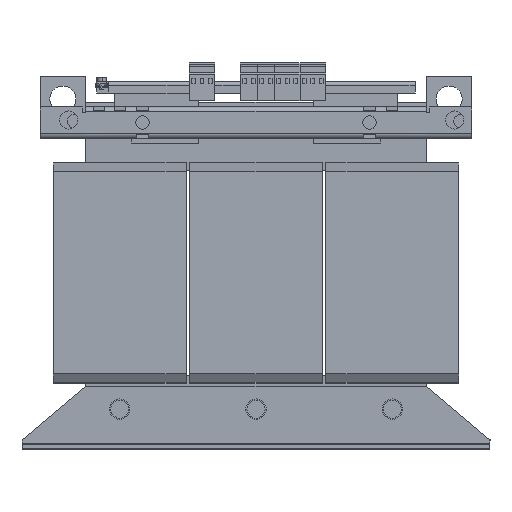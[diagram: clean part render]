
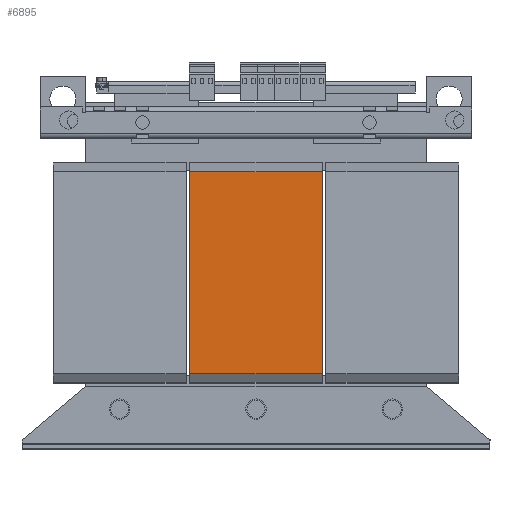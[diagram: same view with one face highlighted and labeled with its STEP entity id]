
A CAD part, top view. The second image highlights one B-rep face of the part: STEP entity #6895.
In plain terms, the highlighted planar face has unit normal (0, 0, 1).
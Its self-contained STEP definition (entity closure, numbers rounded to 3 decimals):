
#357 = EDGE_CURVE ( 'NONE', #15652, #10470, #5100, .T. ) ;
#455 = CARTESIAN_POINT ( 'NONE',  ( 58.5, -89., 66. ) ) ;
#468 = EDGE_LOOP ( 'NONE', ( #3560, #25247, #9608, #1799 ) ) ;
#502 = DIRECTION ( 'NONE',  ( 0., -1., 0. ) ) ;
#1270 = DIRECTION ( 'NONE',  ( -1., 0., 0. ) ) ;
#1799 = ORIENTED_EDGE ( 'NONE', *, *, #357, .T. ) ;
#3094 = LINE ( 'NONE', #13095, #12183 ) ;
#3222 = CARTESIAN_POINT ( 'NONE',  ( 58.5, 0., 66. ) ) ;
#3560 = ORIENTED_EDGE ( 'NONE', *, *, #23867, .T. ) ;
#3791 = DIRECTION ( 'NONE',  ( -1., 0., 0. ) ) ;
#5020 = VECTOR ( 'NONE', #13266, 1000. ) ;
#5100 = LINE ( 'NONE', #12888, #5020 ) ;
#6864 = PLANE ( 'NONE',  #19461 ) ;
#6895 = ADVANCED_FACE ( 'Defeature ausgef�hrt1_64', ( #18695 ), #6864, .F. ) ;
#7203 = VERTEX_POINT ( 'NONE', #455 ) ;
#9608 = ORIENTED_EDGE ( 'NONE', *, *, #20862, .F. ) ;
#10015 = CARTESIAN_POINT ( 'NONE',  ( -58.5, 0., 66. ) ) ;
#10470 = VERTEX_POINT ( 'NONE', #20379 ) ;
#10643 = DIRECTION ( 'NONE',  ( 0., -1., 0. ) ) ;
#11356 = CARTESIAN_POINT ( 'NONE',  ( -58.5, -89., 66. ) ) ;
#12183 = VECTOR ( 'NONE', #10643, 1000. ) ;
#12888 = CARTESIAN_POINT ( 'NONE',  ( 58.5, 89., 66. ) ) ;
#13095 = CARTESIAN_POINT ( 'NONE',  ( 58.5, 0., 66. ) ) ;
#13242 = VECTOR ( 'NONE', #3791, 1000. ) ;
#13266 = DIRECTION ( 'NONE',  ( -1., 0., 0. ) ) ;
#13652 = CARTESIAN_POINT ( 'NONE',  ( 58.5, -89., 66. ) ) ;
#15652 = VERTEX_POINT ( 'NONE', #22457 ) ;
#16271 = EDGE_CURVE ( 'NONE', #7203, #21792, #25484, .T. ) ;
#17814 = LINE ( 'NONE', #10015, #20979 ) ;
#18695 = FACE_OUTER_BOUND ( 'NONE', #468, .T. ) ;
#19461 = AXIS2_PLACEMENT_3D ( 'NONE', #3222, #25050, #1270 ) ;
#20379 = CARTESIAN_POINT ( 'NONE',  ( -58.5, 89., 66. ) ) ;
#20862 = EDGE_CURVE ( 'NONE', #15652, #7203, #3094, .T. ) ;
#20979 = VECTOR ( 'NONE', #502, 1000. ) ;
#21792 = VERTEX_POINT ( 'NONE', #11356 ) ;
#22457 = CARTESIAN_POINT ( 'NONE',  ( 58.5, 89., 66. ) ) ;
#23867 = EDGE_CURVE ( 'NONE', #10470, #21792, #17814, .T. ) ;
#25050 = DIRECTION ( 'NONE',  ( 0., 0., -1. ) ) ;
#25247 = ORIENTED_EDGE ( 'NONE', *, *, #16271, .F. ) ;
#25484 = LINE ( 'NONE', #13652, #13242 ) ;
